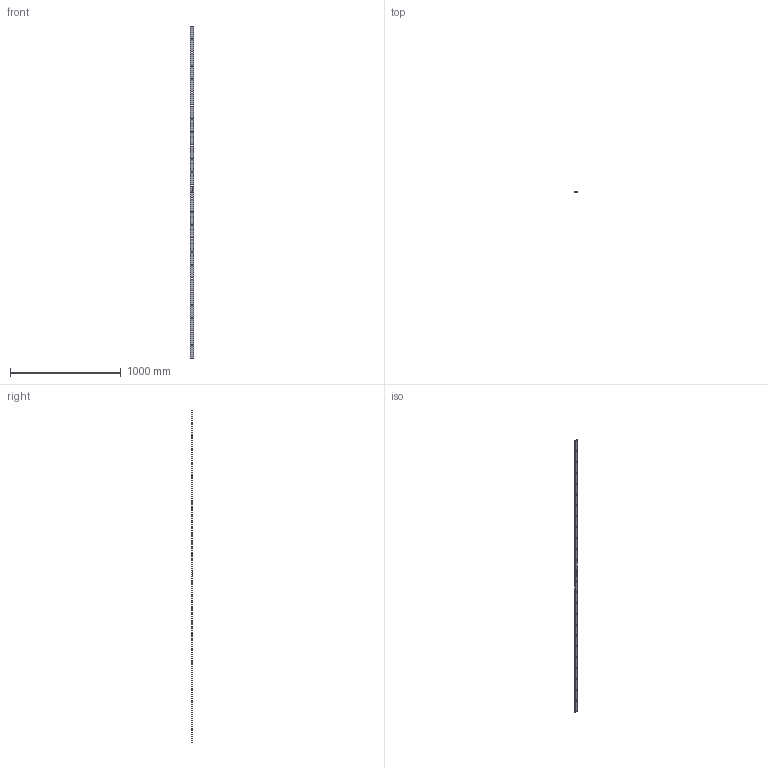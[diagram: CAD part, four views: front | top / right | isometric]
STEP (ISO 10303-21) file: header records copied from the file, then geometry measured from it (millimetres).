
FILE_DESCRIPTION (( 'STEP AP203' ), '1' );
FILE_NAME ('1550-83M.step', '2022-07-04T11:39:51', ( '' ), ( '' ), 'SwSTEP 2.0', 'SolidWorks 2018', '' );
FILE_SCHEMA (( 'CONFIG_CONTROL_DESIGN' ));
Length unit declared in the file: millimetre
Products named in the file (1): 1550-83M
Bounding box: 30 x 8 x 3000 mm (x, y, z)
Volume: 687551.1 mm3; surface area: 230364 mm2
Topology: 1 solids, 1 shells, 363 faces, 1014 edges, 676 vertices
Faces by surface type: plane 239, bspline 124
Entity records: 17589 total; most frequent: CARTESIAN_POINT 8930, ORIENTED_EDGE 2028, DIRECTION 1246, EDGE_CURVE 1014, VECTOR 766, LINE 766, VERTEX_POINT 676, EDGE_LOOP 434
